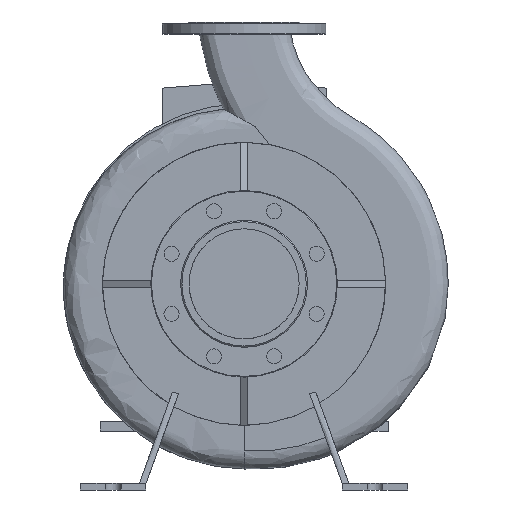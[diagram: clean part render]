
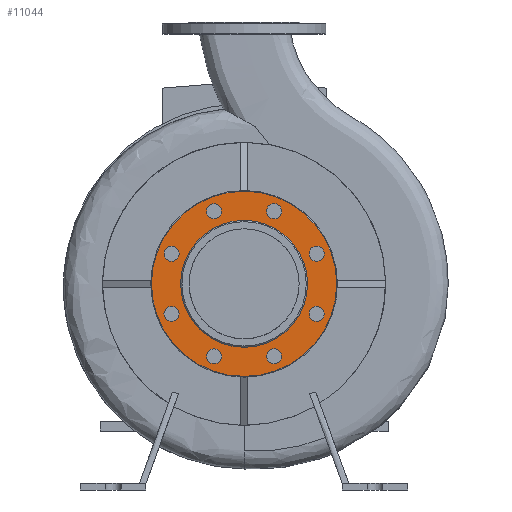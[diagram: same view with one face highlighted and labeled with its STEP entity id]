
A CAD part, left-side view. The second image highlights one B-rep face of the part: STEP entity #11044.
In plain terms, the highlighted planar face has unit normal (-1, 0, 0).
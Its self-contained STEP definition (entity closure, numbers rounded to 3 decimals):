
#322=FACE_BOUND('',#2180,.T.);
#323=FACE_BOUND('',#2181,.T.);
#324=FACE_BOUND('',#2182,.T.);
#325=FACE_BOUND('',#2183,.T.);
#326=FACE_BOUND('',#2184,.T.);
#327=FACE_BOUND('',#2185,.T.);
#328=FACE_BOUND('',#2186,.T.);
#329=FACE_BOUND('',#2187,.T.);
#330=FACE_BOUND('',#2188,.T.);
#442=CIRCLE('',#11766,11.5);
#444=CIRCLE('',#11769,11.5);
#446=CIRCLE('',#11772,11.5);
#448=CIRCLE('',#11775,11.5);
#450=CIRCLE('',#11778,11.5);
#452=CIRCLE('',#11781,11.5);
#454=CIRCLE('',#11784,11.5);
#456=CIRCLE('',#11787,11.5);
#457=CIRCLE('',#11789,97.);
#459=CIRCLE('',#11792,141.5);
#952=PLANE('',#11791);
#1431=FACE_OUTER_BOUND('',#2179,.T.);
#2179=EDGE_LOOP('',(#8511));
#2180=EDGE_LOOP('',(#8512));
#2181=EDGE_LOOP('',(#8513));
#2182=EDGE_LOOP('',(#8514));
#2183=EDGE_LOOP('',(#8515));
#2184=EDGE_LOOP('',(#8516));
#2185=EDGE_LOOP('',(#8517));
#2186=EDGE_LOOP('',(#8518));
#2187=EDGE_LOOP('',(#8519));
#2188=EDGE_LOOP('',(#8520));
#5215=VERTEX_POINT('',#17715);
#5217=VERTEX_POINT('',#17720);
#5219=VERTEX_POINT('',#17725);
#5221=VERTEX_POINT('',#17730);
#5223=VERTEX_POINT('',#17735);
#5225=VERTEX_POINT('',#17740);
#5227=VERTEX_POINT('',#17745);
#5229=VERTEX_POINT('',#17750);
#5230=VERTEX_POINT('',#17753);
#5232=VERTEX_POINT('',#17758);
#6430=EDGE_CURVE('',#5215,#5215,#442,.T.);
#6432=EDGE_CURVE('',#5217,#5217,#444,.T.);
#6434=EDGE_CURVE('',#5219,#5219,#446,.T.);
#6436=EDGE_CURVE('',#5221,#5221,#448,.T.);
#6438=EDGE_CURVE('',#5223,#5223,#450,.T.);
#6440=EDGE_CURVE('',#5225,#5225,#452,.T.);
#6442=EDGE_CURVE('',#5227,#5227,#454,.T.);
#6444=EDGE_CURVE('',#5229,#5229,#456,.T.);
#6445=EDGE_CURVE('',#5230,#5230,#457,.T.);
#6447=EDGE_CURVE('',#5232,#5232,#459,.T.);
#8511=ORIENTED_EDGE('',*,*,#6447,.T.);
#8512=ORIENTED_EDGE('',*,*,#6430,.F.);
#8513=ORIENTED_EDGE('',*,*,#6432,.F.);
#8514=ORIENTED_EDGE('',*,*,#6434,.F.);
#8515=ORIENTED_EDGE('',*,*,#6436,.F.);
#8516=ORIENTED_EDGE('',*,*,#6438,.F.);
#8517=ORIENTED_EDGE('',*,*,#6440,.F.);
#8518=ORIENTED_EDGE('',*,*,#6442,.F.);
#8519=ORIENTED_EDGE('',*,*,#6444,.F.);
#8520=ORIENTED_EDGE('',*,*,#6445,.F.);
#11044=ADVANCED_FACE('',(#1431,#322,#323,#324,#325,#326,#327,#328,#329,
#330),#952,.F.);
#11766=AXIS2_PLACEMENT_3D('',#17716,#13462,#13463);
#11769=AXIS2_PLACEMENT_3D('',#17721,#13468,#13469);
#11772=AXIS2_PLACEMENT_3D('',#17726,#13474,#13475);
#11775=AXIS2_PLACEMENT_3D('',#17731,#13480,#13481);
#11778=AXIS2_PLACEMENT_3D('',#17736,#13486,#13487);
#11781=AXIS2_PLACEMENT_3D('',#17741,#13492,#13493);
#11784=AXIS2_PLACEMENT_3D('',#17746,#13498,#13499);
#11787=AXIS2_PLACEMENT_3D('',#17751,#13504,#13505);
#11789=AXIS2_PLACEMENT_3D('',#17754,#13508,#13509);
#11791=AXIS2_PLACEMENT_3D('',#17757,#13512,#13513);
#11792=AXIS2_PLACEMENT_3D('',#17759,#13514,#13515);
#13462=DIRECTION('center_axis',(-1.,0.,0.));
#13463=DIRECTION('ref_axis',(0.,0.707,-0.707));
#13468=DIRECTION('center_axis',(-1.,0.,0.));
#13469=DIRECTION('ref_axis',(0.,1.,0.));
#13474=DIRECTION('center_axis',(-1.,0.,0.));
#13475=DIRECTION('ref_axis',(0.,0.707,0.707));
#13480=DIRECTION('center_axis',(-1.,0.,0.));
#13481=DIRECTION('ref_axis',(0.,0.,
1.));
#13486=DIRECTION('center_axis',(-1.,0.,0.));
#13487=DIRECTION('ref_axis',(0.,-0.707,0.707));
#13492=DIRECTION('center_axis',(-1.,0.,0.));
#13493=DIRECTION('ref_axis',(0.,-1.,0.));
#13498=DIRECTION('center_axis',(-1.,0.,0.));
#13499=DIRECTION('ref_axis',(0.,-0.707,-0.707));
#13504=DIRECTION('center_axis',(-1.,0.,0.));
#13505=DIRECTION('ref_axis',(0.,0.,-1.));
#13508=DIRECTION('center_axis',(-1.,0.,0.));
#13509=DIRECTION('ref_axis',(0.,-1.,0.));
#13512=DIRECTION('center_axis',(1.,0.,0.));
#13513=DIRECTION('ref_axis',(0.,0.,1.));
#13514=DIRECTION('center_axis',(-1.,0.,0.));
#13515=DIRECTION('ref_axis',(0.,-1.,0.));
#17715=CARTESIAN_POINT('',(-138.,-118.997,277.21));
#17716=CARTESIAN_POINT('Origin',(-138.,-110.866,269.078));
#17720=CARTESIAN_POINT('',(-138.,-57.422,204.134));
#17721=CARTESIAN_POINT('Origin',(-138.,-45.922,204.134));
#17725=CARTESIAN_POINT('',(-138.,37.79,196.003));
#17726=CARTESIAN_POINT('Origin',(-138.,45.922,204.134));
#17730=CARTESIAN_POINT('',(-138.,110.866,257.578));
#17731=CARTESIAN_POINT('Origin',(-138.,110.866,269.078));
#17735=CARTESIAN_POINT('',(-138.,118.997,352.79));
#17736=CARTESIAN_POINT('Origin',(-138.,110.866,360.922));
#17740=CARTESIAN_POINT('',(-138.,57.422,425.866));
#17741=CARTESIAN_POINT('Origin',(-138.,45.922,425.866));
#17745=CARTESIAN_POINT('',(-138.,-37.79,433.997));
#17746=CARTESIAN_POINT('Origin',(-138.,-45.922,425.866));
#17750=CARTESIAN_POINT('',(-138.,-110.866,372.422));
#17751=CARTESIAN_POINT('Origin',(-138.,-110.866,360.922));
#17753=CARTESIAN_POINT('',(-138.,-97.,315.));
#17754=CARTESIAN_POINT('Origin',(-138.,0.,315.));
#17757=CARTESIAN_POINT('Origin',(-138.,-119.25,315.));
#17758=CARTESIAN_POINT('',(-138.,-141.5,315.));
#17759=CARTESIAN_POINT('Origin',(-138.,0.,315.));
